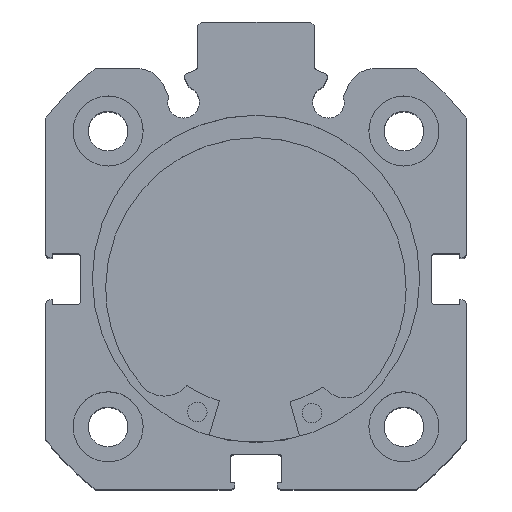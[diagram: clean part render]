
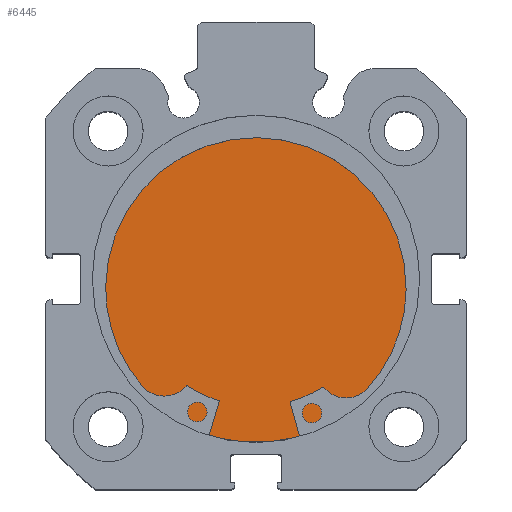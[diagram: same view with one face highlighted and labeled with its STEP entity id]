
A CAD part, top view. The second image highlights one B-rep face of the part: STEP entity #6445.
In plain terms, the highlighted face is planar.
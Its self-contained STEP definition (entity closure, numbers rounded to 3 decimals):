
#45 = CARTESIAN_POINT ( 'NONE',  ( 8.5, 0., -21. ) ) ;
#130 = CARTESIAN_POINT ( 'NONE',  ( 8.5, 0., 21. ) ) ;
#385 = VERTEX_POINT ( 'NONE', #130 ) ;
#470 = VERTEX_POINT ( 'NONE', #45 ) ;
#1219 = ORIENTED_EDGE ( 'NONE', *, *, #5463, .F. ) ;
#1220 = ORIENTED_EDGE ( 'NONE', *, *, #5299, .F. ) ;
#1758 = CIRCLE ( 'NONE', #5630, 21. ) ;
#2678 = CARTESIAN_POINT ( 'NONE',  ( 8.5, 0., 0. ) ) ;
#2685 = DIRECTION ( 'NONE',  ( -1., 0., 0. ) ) ;
#2686 = DIRECTION ( 'NONE',  ( 0., 0., 1. ) ) ;
#3200 = CIRCLE ( 'NONE', #5698, 21. ) ;
#3433 = FACE_OUTER_BOUND ( 'NONE', #6782, .T. ) ;
#3872 = CARTESIAN_POINT ( 'NONE',  ( 8.5, 0., 0. ) ) ;
#3874 = DIRECTION ( 'NONE',  ( -1., 0., 0. ) ) ;
#3875 = DIRECTION ( 'NONE',  ( 0., 0., 1. ) ) ;
#4390 = CARTESIAN_POINT ( 'NONE',  ( 8.5, 21., 0. ) ) ;
#4391 = PLANE ( 'NONE',  #5819 ) ;
#4393 = DIRECTION ( 'NONE',  ( -1., 0., 0. ) ) ;
#4394 = DIRECTION ( 'NONE',  ( 0., 0., 1. ) ) ;
#5299 = EDGE_CURVE ( 'NONE', #385, #470, #1758, .T. ) ;
#5463 = EDGE_CURVE ( 'NONE', #470, #385, #3200, .T. ) ;
#5630 = AXIS2_PLACEMENT_3D ( 'NONE', #2678, #2685, #2686 ) ;
#5698 = AXIS2_PLACEMENT_3D ( 'NONE', #3872, #3874, #3875 ) ;
#5819 = AXIS2_PLACEMENT_3D ( 'NONE', #4390, #4393, #4394 ) ;
#6445 = ADVANCED_FACE ( 'NONE', ( #3433 ), #4391, .F. ) ;
#6782 = EDGE_LOOP ( 'NONE', ( #1220, #1219 ) ) ;
